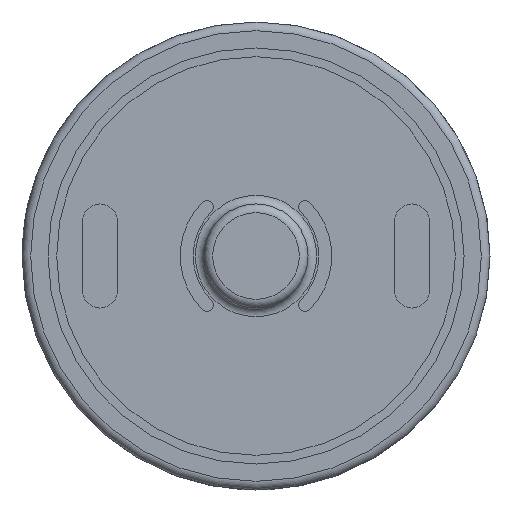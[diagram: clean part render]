
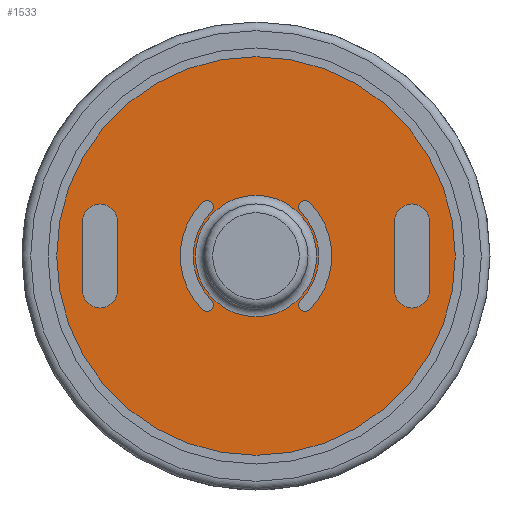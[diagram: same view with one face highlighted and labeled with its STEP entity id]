
A CAD part, front view. The second image highlights one B-rep face of the part: STEP entity #1533.
In plain terms, the highlighted planar face has unit normal (0, -1, 0).
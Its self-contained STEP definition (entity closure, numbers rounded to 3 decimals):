
#44=FACE_BOUND('',#287,.T.);
#45=FACE_BOUND('',#288,.T.);
#46=FACE_BOUND('',#289,.T.);
#47=FACE_BOUND('',#290,.T.);
#48=FACE_BOUND('',#291,.T.);
#83=PLANE('',#1739);
#183=FACE_OUTER_BOUND('',#286,.T.);
#286=EDGE_LOOP('',(#1332));
#287=EDGE_LOOP('',(#1333,#1334,#1335,#1336));
#288=EDGE_LOOP('',(#1337,#1338,#1339,#1340));
#289=EDGE_LOOP('',(#1341,#1342,#1343,#1344));
#290=EDGE_LOOP('',(#1345,#1346,#1347,#1348));
#291=EDGE_LOOP('',(#1349));
#384=LINE('',#2729,#479);
#388=LINE('',#2739,#483);
#392=LINE('',#2784,#487);
#393=LINE('',#2787,#488);
#479=VECTOR('',#2165,10.);
#483=VECTOR('',#2175,10.);
#487=VECTOR('',#2227,10.);
#488=VECTOR('',#2230,10.);
#592=CIRCLE('',#1723,1.);
#593=CIRCLE('',#1726,1.);
#601=CIRCLE('',#1738,3.5);
#602=CIRCLE('',#1740,11.5);
#603=CIRCLE('',#1741,4.375);
#604=CIRCLE('',#1742,0.375);
#605=CIRCLE('',#1743,3.625);
#606=CIRCLE('',#1744,0.375);
#607=CIRCLE('',#1745,0.375);
#608=CIRCLE('',#1746,4.375);
#609=CIRCLE('',#1747,0.375);
#610=CIRCLE('',#1748,3.625);
#611=CIRCLE('',#1749,1.);
#612=CIRCLE('',#1750,1.);
#729=VERTEX_POINT('',#2726);
#730=VERTEX_POINT('',#2728);
#731=VERTEX_POINT('',#2732);
#732=VERTEX_POINT('',#2736);
#733=VERTEX_POINT('',#2738);
#734=VERTEX_POINT('',#2742);
#740=VERTEX_POINT('',#2761);
#741=VERTEX_POINT('',#2765);
#742=VERTEX_POINT('',#2767);
#743=VERTEX_POINT('',#2768);
#744=VERTEX_POINT('',#2770);
#745=VERTEX_POINT('',#2772);
#746=VERTEX_POINT('',#2775);
#747=VERTEX_POINT('',#2776);
#748=VERTEX_POINT('',#2778);
#749=VERTEX_POINT('',#2780);
#750=VERTEX_POINT('',#2783);
#751=VERTEX_POINT('',#2786);
#927=EDGE_CURVE('',#730,#729,#384,.T.);
#930=EDGE_CURVE('',#729,#731,#592,.T.);
#932=EDGE_CURVE('',#733,#732,#388,.T.);
#935=EDGE_CURVE('',#732,#734,#593,.T.);
#944=EDGE_CURVE('',#740,#740,#601,.T.);
#945=EDGE_CURVE('',#741,#741,#602,.T.);
#946=EDGE_CURVE('',#742,#743,#603,.T.);
#947=EDGE_CURVE('',#743,#744,#604,.T.);
#948=EDGE_CURVE('',#744,#745,#605,.T.);
#949=EDGE_CURVE('',#745,#742,#606,.T.);
#950=EDGE_CURVE('',#746,#747,#607,.T.);
#951=EDGE_CURVE('',#747,#748,#608,.T.);
#952=EDGE_CURVE('',#748,#749,#609,.T.);
#953=EDGE_CURVE('',#749,#746,#610,.T.);
#954=EDGE_CURVE('',#734,#750,#392,.T.);
#955=EDGE_CURVE('',#750,#733,#611,.T.);
#956=EDGE_CURVE('',#731,#751,#393,.T.);
#957=EDGE_CURVE('',#751,#730,#612,.T.);
#1332=ORIENTED_EDGE('',*,*,#945,.F.);
#1333=ORIENTED_EDGE('',*,*,#946,.T.);
#1334=ORIENTED_EDGE('',*,*,#947,.T.);
#1335=ORIENTED_EDGE('',*,*,#948,.T.);
#1336=ORIENTED_EDGE('',*,*,#949,.T.);
#1337=ORIENTED_EDGE('',*,*,#950,.T.);
#1338=ORIENTED_EDGE('',*,*,#951,.T.);
#1339=ORIENTED_EDGE('',*,*,#952,.T.);
#1340=ORIENTED_EDGE('',*,*,#953,.T.);
#1341=ORIENTED_EDGE('',*,*,#954,.T.);
#1342=ORIENTED_EDGE('',*,*,#955,.T.);
#1343=ORIENTED_EDGE('',*,*,#932,.T.);
#1344=ORIENTED_EDGE('',*,*,#935,.T.);
#1345=ORIENTED_EDGE('',*,*,#956,.T.);
#1346=ORIENTED_EDGE('',*,*,#957,.T.);
#1347=ORIENTED_EDGE('',*,*,#927,.T.);
#1348=ORIENTED_EDGE('',*,*,#930,.T.);
#1349=ORIENTED_EDGE('',*,*,#944,.F.);
#1533=ADVANCED_FACE('',(#183,#44,#45,#46,#47,#48),#83,.F.);
#1723=AXIS2_PLACEMENT_3D('',#2734,#2170,#2171);
#1726=AXIS2_PLACEMENT_3D('',#2744,#2180,#2181);
#1738=AXIS2_PLACEMENT_3D('',#2763,#2205,#2206);
#1739=AXIS2_PLACEMENT_3D('',#2764,#2207,#2208);
#1740=AXIS2_PLACEMENT_3D('',#2766,#2209,#2210);
#1741=AXIS2_PLACEMENT_3D('',#2769,#2211,#2212);
#1742=AXIS2_PLACEMENT_3D('',#2771,#2213,#2214);
#1743=AXIS2_PLACEMENT_3D('',#2773,#2215,#2216);
#1744=AXIS2_PLACEMENT_3D('',#2774,#2217,#2218);
#1745=AXIS2_PLACEMENT_3D('',#2777,#2219,#2220);
#1746=AXIS2_PLACEMENT_3D('',#2779,#2221,#2222);
#1747=AXIS2_PLACEMENT_3D('',#2781,#2223,#2224);
#1748=AXIS2_PLACEMENT_3D('',#2782,#2225,#2226);
#1749=AXIS2_PLACEMENT_3D('',#2785,#2228,#2229);
#1750=AXIS2_PLACEMENT_3D('',#2788,#2231,#2232);
#2165=DIRECTION('',(0.,0.,-1.));
#2170=DIRECTION('center_axis',(0.,1.,0.));
#2171=DIRECTION('ref_axis',(-1.,0.,0.));
#2175=DIRECTION('',(0.,0.,-1.));
#2180=DIRECTION('center_axis',(0.,1.,0.));
#2181=DIRECTION('ref_axis',(-1.,0.,0.));
#2205=DIRECTION('center_axis',(0.,-1.,0.));
#2206=DIRECTION('ref_axis',(1.,0.,0.));
#2207=DIRECTION('center_axis',(0.,1.,0.));
#2208=DIRECTION('ref_axis',(0.,0.,1.));
#2209=DIRECTION('center_axis',(0.,1.,0.));
#2210=DIRECTION('ref_axis',(0.,0.,1.));
#2211=DIRECTION('center_axis',(0.,1.,0.));
#2212=DIRECTION('ref_axis',(0.707,0.,-0.707));
#2213=DIRECTION('center_axis',(0.,1.,0.));
#2214=DIRECTION('ref_axis',(-0.707,0.,0.707));
#2215=DIRECTION('center_axis',(0.,-1.,0.));
#2216=DIRECTION('ref_axis',(0.707,0.,-0.707));
#2217=DIRECTION('center_axis',(0.,1.,0.));
#2218=DIRECTION('ref_axis',(0.707,0.,0.707));
#2219=DIRECTION('center_axis',(0.,1.,0.));
#2220=DIRECTION('ref_axis',(-0.707,0.,-0.707));
#2221=DIRECTION('center_axis',(0.,1.,0.));
#2222=DIRECTION('ref_axis',(-0.707,0.,0.707));
#2223=DIRECTION('center_axis',(0.,1.,0.));
#2224=DIRECTION('ref_axis',(0.707,0.,-0.707));
#2225=DIRECTION('center_axis',(0.,-1.,0.));
#2226=DIRECTION('ref_axis',(-0.707,0.,0.707));
#2227=DIRECTION('',(0.,0.,1.));
#2228=DIRECTION('center_axis',(0.,1.,0.));
#2229=DIRECTION('ref_axis',(1.,0.,0.));
#2230=DIRECTION('',(0.,0.,1.));
#2231=DIRECTION('center_axis',(0.,1.,0.));
#2232=DIRECTION('ref_axis',(1.,0.,0.));
#2726=CARTESIAN_POINT('',(10.,-54.5,-2.));
#2728=CARTESIAN_POINT('',(10.,-54.5,2.));
#2729=CARTESIAN_POINT('',(10.,-54.5,-1.));
#2732=CARTESIAN_POINT('',(8.,-54.5,-2.));
#2734=CARTESIAN_POINT('Origin',(9.,-54.5,-2.));
#2736=CARTESIAN_POINT('',(-8.,-54.5,-2.));
#2738=CARTESIAN_POINT('',(-8.,-54.5,2.));
#2739=CARTESIAN_POINT('',(-8.,-54.5,-1.));
#2742=CARTESIAN_POINT('',(-10.,-54.5,-2.));
#2744=CARTESIAN_POINT('Origin',(-9.,-54.5,-2.));
#2761=CARTESIAN_POINT('',(0.,-54.5,-3.5));
#2763=CARTESIAN_POINT('Origin',(0.,-54.5,0.));
#2764=CARTESIAN_POINT('Origin',(0.,-54.5,0.));
#2765=CARTESIAN_POINT('',(0.,-54.5,-11.5));
#2766=CARTESIAN_POINT('Origin',(0.,-54.5,0.));
#2767=CARTESIAN_POINT('',(3.094,-54.5,3.094));
#2768=CARTESIAN_POINT('',(3.094,-54.5,-3.094));
#2769=CARTESIAN_POINT('Origin',(0.,-54.5,0.));
#2770=CARTESIAN_POINT('',(2.563,-54.5,-2.563));
#2771=CARTESIAN_POINT('Origin',(2.828,-54.5,-2.828));
#2772=CARTESIAN_POINT('',(2.563,-54.5,2.563));
#2773=CARTESIAN_POINT('Origin',(0.,-54.5,0.));
#2774=CARTESIAN_POINT('Origin',(2.828,-54.5,2.828));
#2775=CARTESIAN_POINT('',(-2.563,-54.5,-2.563));
#2776=CARTESIAN_POINT('',(-3.094,-54.5,-3.094));
#2777=CARTESIAN_POINT('Origin',(-2.828,-54.5,-2.828));
#2778=CARTESIAN_POINT('',(-3.094,-54.5,3.094));
#2779=CARTESIAN_POINT('Origin',(0.,-54.5,0.));
#2780=CARTESIAN_POINT('',(-2.563,-54.5,2.563));
#2781=CARTESIAN_POINT('Origin',(-2.828,-54.5,2.828));
#2782=CARTESIAN_POINT('Origin',(0.,-54.5,0.));
#2783=CARTESIAN_POINT('',(-10.,-54.5,2.));
#2784=CARTESIAN_POINT('',(-10.,-54.5,1.));
#2785=CARTESIAN_POINT('Origin',(-9.,-54.5,2.));
#2786=CARTESIAN_POINT('',(8.,-54.5,2.));
#2787=CARTESIAN_POINT('',(8.,-54.5,1.));
#2788=CARTESIAN_POINT('Origin',(9.,-54.5,2.));
